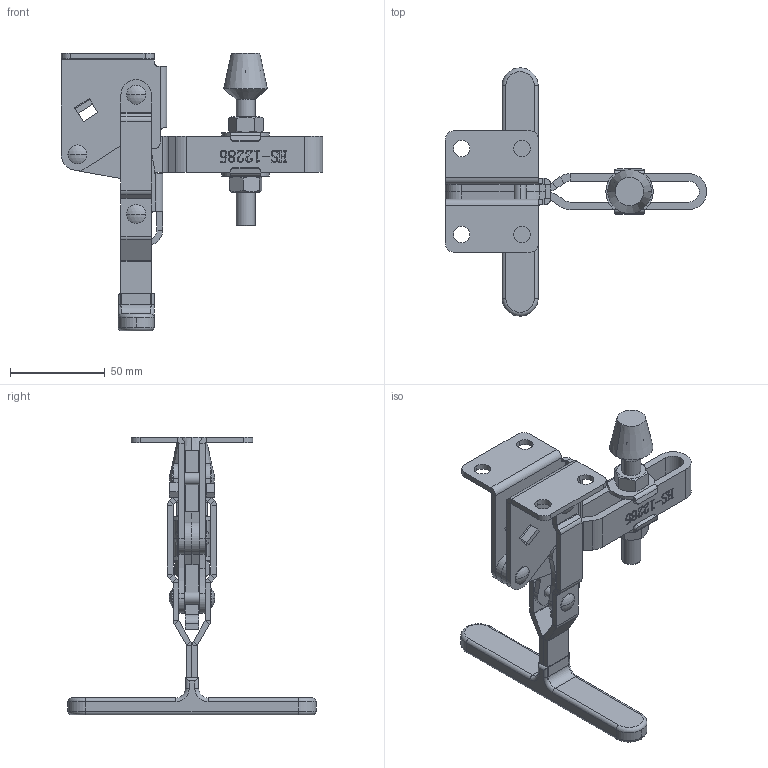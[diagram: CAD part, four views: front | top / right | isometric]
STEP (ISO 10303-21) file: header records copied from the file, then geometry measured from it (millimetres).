
FILE_DESCRIPTION (( 'STEP AP203' ), '1' );
FILE_NAME ('HS-12285.STEP', '2019-09-23T07:19:19', ( '微软用户' ), ( '微软中国' ), 'SwSTEP 2.0', 'SolidWorks 2012', '' );
FILE_SCHEMA (( 'CONFIG_CONTROL_DESIGN' ));
Length unit declared in the file: millimetre
Products named in the file (14): HS-12285; hex nuts, style 1-grades ab gb_GB_FASTENER_NUT_SNAB1 M10-N; FW-380; 蟀裝; 傻种; 酗种; 揤參蚾饜极; hexagon head bolts-full thread gb_GB_FASTENER_BOLT_STBAB A M10X80-C; 揤輸; 揤參; T忒梟蚾饜极; T忒梟; T忒參1; 楊擘菁釱
Assembly tree (18 placements, depth 3):
  HS-12285
    楊擘菁釱
    T忒梟蚾饜极
      T忒參1
      T忒梟  x2
    揤參蚾饜极
      揤參
      揤輸
      hexagon head bolts-full thread gb_GB_FASTENER_BOLT_STBAB A M10X80-C
    酗种  x2
    傻种  x2
    蟀裝
    FW-380  x2
    hex nuts, style 1-grades ab gb_GB_FASTENER_NUT_SNAB1 M10-N  x2
Bounding box: 138 x 131 x 146.7 mm (x, y, z)
Volume: 105129.2 mm3; surface area: 66341.4 mm2
Topology: 16 solids, 16 shells, 865 faces, 2190 edges, 1390 vertices
Faces by surface type: plane 462, cylinder 203, bspline 146, cone 30, sphere 16, torus 8
Entity records: 31326 total; most frequent: CARTESIAN_POINT 12340, ORIENTED_EDGE 3824, DIRECTION 3188, EDGE_CURVE 1912, VERTEX_POINT 1222, LINE 1204, VECTOR 1204, AXIS2_PLACEMENT_3D 992
